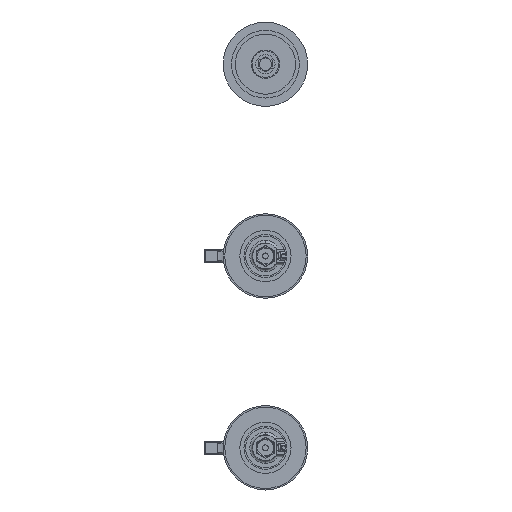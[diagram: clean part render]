
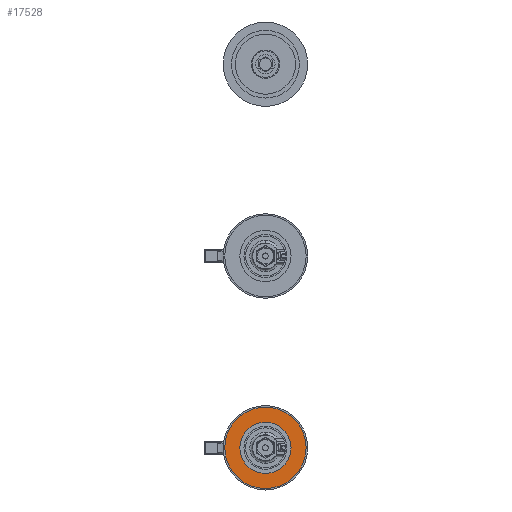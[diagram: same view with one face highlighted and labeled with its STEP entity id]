
A CAD part, front view. The second image highlights one B-rep face of the part: STEP entity #17528.
In plain terms, the highlighted planar face has unit normal (0, -1, 0).
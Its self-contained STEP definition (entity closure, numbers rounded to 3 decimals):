
#103 = AXIS2_PLACEMENT_3D ( 'NONE', #9819, #22389, #7513 ) ;
#346 = AXIS2_PLACEMENT_3D ( 'NONE', #10083, #6234, #528 ) ;
#528 = DIRECTION ( 'NONE',  ( 0., 0., -1. ) ) ;
#2236 = PLANE ( 'NONE',  #103 ) ;
#3426 = FACE_OUTER_BOUND ( 'NONE', #17750, .T. ) ;
#4284 = CIRCLE ( 'NONE', #346, 31.8 ) ;
#4602 = EDGE_LOOP ( 'NONE', ( #5478 ) ) ;
#5478 = ORIENTED_EDGE ( 'NONE', *, *, #17671, .T. ) ;
#6234 = DIRECTION ( 'NONE',  ( 0., 1., 0. ) ) ;
#6480 = CARTESIAN_POINT ( 'NONE',  ( 0., 1.7, -20. ) ) ;
#7158 = DIRECTION ( 'NONE',  ( 0., 0., -1. ) ) ;
#7513 = DIRECTION ( 'NONE',  ( 0., 0., 1. ) ) ;
#9025 = DIRECTION ( 'NONE',  ( 0., 1., 0. ) ) ;
#9657 = ORIENTED_EDGE ( 'NONE', *, *, #12310, .F. ) ;
#9819 = CARTESIAN_POINT ( 'NONE',  ( 20., 1.7, 0. ) ) ;
#9999 = AXIS2_PLACEMENT_3D ( 'NONE', #18423, #9025, #7158 ) ;
#10083 = CARTESIAN_POINT ( 'NONE',  ( 0., 1.7, 0. ) ) ;
#10804 = CIRCLE ( 'NONE', #9999, 20. ) ;
#11106 = FACE_BOUND ( 'NONE', #4602, .T. ) ;
#12310 = EDGE_CURVE ( 'NONE', #16526, #16526, #4284, .T. ) ;
#15747 = VERTEX_POINT ( 'NONE', #6480 ) ;
#16405 = CARTESIAN_POINT ( 'NONE',  ( 0., 1.7, -31.8 ) ) ;
#16526 = VERTEX_POINT ( 'NONE', #16405 ) ;
#17528 = ADVANCED_FACE ( 'NONE', ( #11106, #3426 ), #2236, .T. ) ;
#17671 = EDGE_CURVE ( 'NONE', #15747, #15747, #10804, .T. ) ;
#17750 = EDGE_LOOP ( 'NONE', ( #9657 ) ) ;
#18423 = CARTESIAN_POINT ( 'NONE',  ( 0., 1.7, 0. ) ) ;
#22389 = DIRECTION ( 'NONE',  ( 0., -1., 0. ) ) ;
